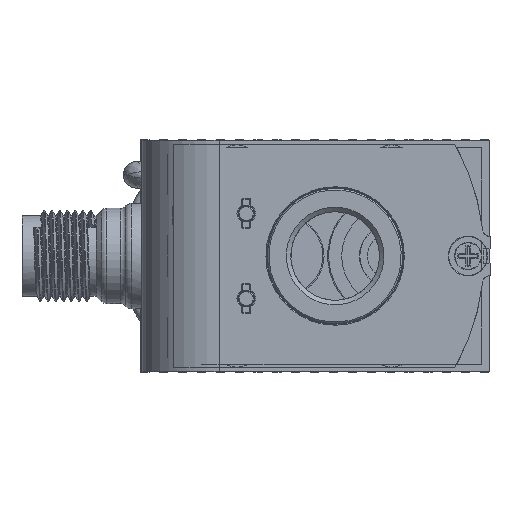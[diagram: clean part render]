
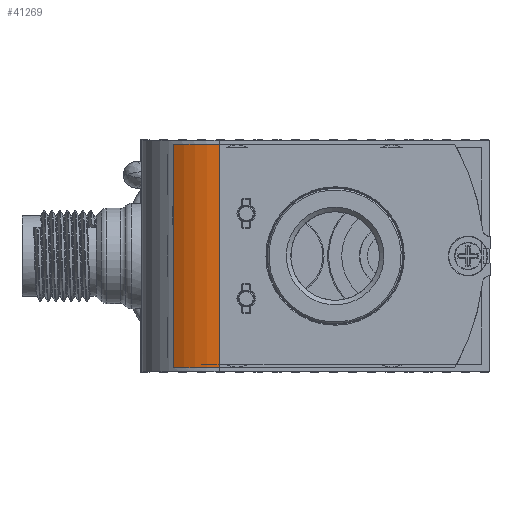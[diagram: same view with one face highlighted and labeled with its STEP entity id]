
A CAD part, left-side view. The second image highlights one B-rep face of the part: STEP entity #41269.
In plain terms, the highlighted cylindrical face has radius 10.035 mm (diameter 20.071 mm), a partial arc.
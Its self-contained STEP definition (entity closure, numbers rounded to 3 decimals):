
#4711=LINE('',#73960,#8596);
#4748=LINE('',#74150,#8633);
#8596=VECTOR('',#53978,1000.);
#8633=VECTOR('',#54115,1000.);
#20337=ORIENTED_EDGE('',*,*,#27424,.T.);
#20338=ORIENTED_EDGE('',*,*,#27451,.T.);
#20339=ORIENTED_EDGE('',*,*,#27550,.F.);
#20340=ORIENTED_EDGE('',*,*,#27526,.F.);
#27424=EDGE_CURVE('',#31827,#31826,#33482,.F.);
#27451=EDGE_CURVE('',#31826,#31844,#4711,.T.);
#27526=EDGE_CURVE('',#31827,#31895,#4748,.F.);
#27550=EDGE_CURVE('',#31895,#31844,#33521,.T.);
#31826=VERTEX_POINT('',#73905);
#31827=VERTEX_POINT('',#73907);
#31844=VERTEX_POINT('',#73959);
#31895=VERTEX_POINT('',#74151);
#33482=CIRCLE('',#44436,10.035);
#33521=CIRCLE('',#44521,10.035);
#35914=EDGE_LOOP('',(#20337,#20338,#20339,#20340));
#38503=FACE_BOUND('',#35914,.T.);
#39360=CYLINDRICAL_SURFACE('',#44520,10.035);
#41269=ADVANCED_FACE('',(#38503),#39360,.T.);
#44436=AXIS2_PLACEMENT_3D('',#73906,#53917,#53918);
#44520=AXIS2_PLACEMENT_3D('',#74192,#54148,#54149);
#44521=AXIS2_PLACEMENT_3D('',#74193,#54150,#54151);
#53917=DIRECTION('',(0.,0.,1.));
#53918=DIRECTION('',(1.,0.,0.));
#53978=DIRECTION('',(0.,0.,-1.));
#54115=DIRECTION('',(0.,0.,1.));
#54148=DIRECTION('',(0.,0.,-1.));
#54149=DIRECTION('',(-1.,0.,0.));
#54150=DIRECTION('',(0.,0.,-1.));
#54151=DIRECTION('',(-1.,0.,0.));
#73905=CARTESIAN_POINT('',(-66.014,8.056,14.435));
#73906=CARTESIAN_POINT('',(-57.9,2.15,14.435));
#73907=CARTESIAN_POINT('',(-67.935,2.15,14.435));
#73959=CARTESIAN_POINT('',(-66.014,8.056,-14.436));
#73960=CARTESIAN_POINT('',(-66.014,8.056,14.435));
#74150=CARTESIAN_POINT('',(-67.935,2.15,14.));
#74151=CARTESIAN_POINT('',(-67.935,2.15,-14.436));
#74192=CARTESIAN_POINT('',(-57.9,2.15,14.));
#74193=CARTESIAN_POINT('',(-57.9,2.15,-14.436));
